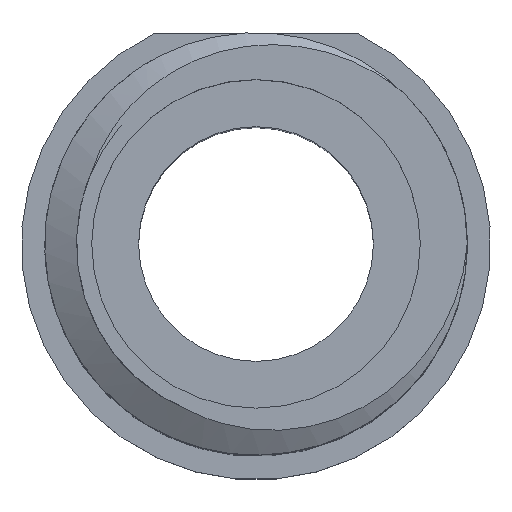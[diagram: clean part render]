
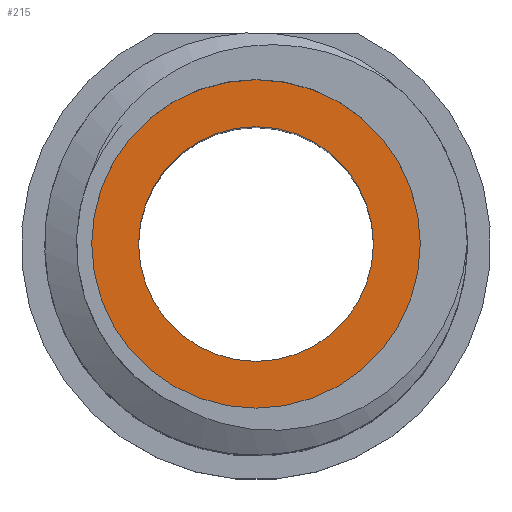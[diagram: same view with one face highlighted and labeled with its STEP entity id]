
A CAD part, top view. The second image highlights one B-rep face of the part: STEP entity #215.
In plain terms, the highlighted planar face has unit normal (0, 0, 1).
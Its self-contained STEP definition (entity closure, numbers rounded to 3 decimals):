
#69=ORIENTED_EDGE('',*,*,#117,.F.);
#70=ORIENTED_EDGE('',*,*,#116,.F.);
#116=EDGE_CURVE('',#138,#138,#152,.F.);
#117=EDGE_CURVE('',#139,#139,#153,.T.);
#138=VERTEX_POINT('',#806);
#139=VERTEX_POINT('',#809);
#152=CIRCLE('',#252,5.);
#153=CIRCLE('',#254,7.);
#166=EDGE_LOOP('',(#69));
#167=EDGE_LOOP('',(#70));
#189=FACE_BOUND('',#166,.T.);
#190=FACE_BOUND('',#167,.T.);
#205=PLANE('',#253);
#215=ADVANCED_FACE('',(#189,#190),#205,.F.);
#252=AXIS2_PLACEMENT_3D('',#805,#300,#301);
#253=AXIS2_PLACEMENT_3D('',#807,#302,#303);
#254=AXIS2_PLACEMENT_3D('',#808,#304,#305);
#300=DIRECTION('',(0.,0.,-1.));
#301=DIRECTION('',(-1.,0.,0.));
#302=DIRECTION('',(0.,0.,-1.));
#303=DIRECTION('',(-1.,0.,0.));
#304=DIRECTION('',(0.,0.,-1.));
#305=DIRECTION('',(1.,0.,0.));
#805=CARTESIAN_POINT('',(0.,0.,29.5));
#806=CARTESIAN_POINT('',(-5.,0.,29.5));
#807=CARTESIAN_POINT('',(0.,0.,29.5));
#808=CARTESIAN_POINT('',(0.,0.,29.5));
#809=CARTESIAN_POINT('',(7.,0.,29.5));
